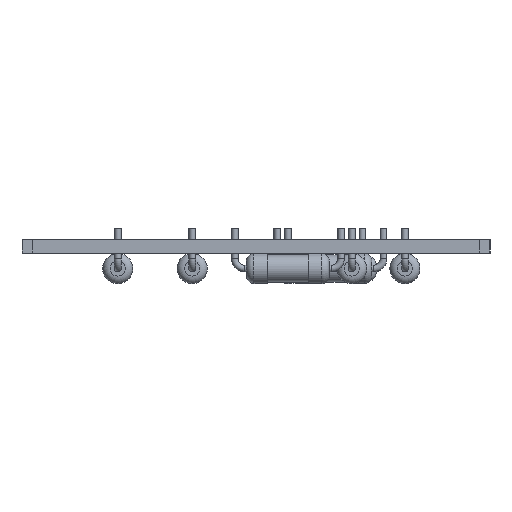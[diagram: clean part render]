
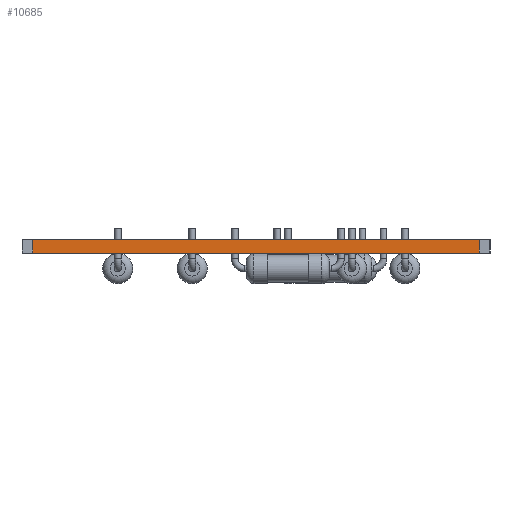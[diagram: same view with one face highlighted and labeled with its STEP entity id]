
A CAD part, left-side view. The second image highlights one B-rep face of the part: STEP entity #10685.
In plain terms, the highlighted planar face has unit normal (-1, 0, 0).
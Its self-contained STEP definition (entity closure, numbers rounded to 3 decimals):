
#1182 = PLANE('',#1183);
#1183 = AXIS2_PLACEMENT_3D('',#1184,#1185,#1186);
#1184 = CARTESIAN_POINT('',(49.53,26.67,1.6));
#1185 = DIRECTION('',(0.,0.,1.));
#1186 = DIRECTION('',(1.,0.,-0.));
#1210 = PLANE('',#1211);
#1211 = AXIS2_PLACEMENT_3D('',#1212,#1213,#1214);
#1212 = CARTESIAN_POINT('',(-1.27,54.61,0.));
#1213 = DIRECTION('',(1.,0.,-0.));
#1214 = DIRECTION('',(0.,-1.,0.));
#1236 = PLANE('',#1237);
#1237 = AXIS2_PLACEMENT_3D('',#1238,#1239,#1240);
#1238 = CARTESIAN_POINT('',(49.53,26.67,0.));
#1239 = DIRECTION('',(0.,0.,1.));
#1240 = DIRECTION('',(1.,0.,-0.));
#1329 = VERTEX_POINT('',#1330);
#1330 = CARTESIAN_POINT('',(-1.27,53.34,1.6));
#1351 = EDGE_CURVE('',#1352,#1329,#1354,.T.);
#1352 = VERTEX_POINT('',#1353);
#1353 = CARTESIAN_POINT('',(-1.27,53.34,0.));
#1354 = SURFACE_CURVE('',#1355,(#1359,#1366),.PCURVE_S1.);
#1355 = LINE('',#1356,#1357);
#1356 = CARTESIAN_POINT('',(-1.27,53.34,0.));
#1357 = VECTOR('',#1358,1.);
#1358 = DIRECTION('',(0.,0.,1.));
#1359 = PCURVE('',#1210,#1360);
#1360 = DEFINITIONAL_REPRESENTATION('',(#1361),#1365);
#1361 = LINE('',#1362,#1363);
#1362 = CARTESIAN_POINT('',(1.27,0.));
#1363 = VECTOR('',#1364,1.);
#1364 = DIRECTION('',(0.,-1.));
#1365 = ( GEOMETRIC_REPRESENTATION_CONTEXT(2) 
PARAMETRIC_REPRESENTATION_CONTEXT() REPRESENTATION_CONTEXT('2D SPACE',''
  ) );
#1366 = PCURVE('',#1367,#1372);
#1367 = PLANE('',#1368);
#1368 = AXIS2_PLACEMENT_3D('',#1369,#1370,#1371);
#1369 = CARTESIAN_POINT('',(-1.27,53.34,0.));
#1370 = DIRECTION('',(1.,0.,-0.));
#1371 = DIRECTION('',(0.,-1.,0.));
#1372 = DEFINITIONAL_REPRESENTATION('',(#1373),#1377);
#1373 = LINE('',#1374,#1375);
#1374 = CARTESIAN_POINT('',(0.,0.));
#1375 = VECTOR('',#1376,1.);
#1376 = DIRECTION('',(0.,-1.));
#1377 = ( GEOMETRIC_REPRESENTATION_CONTEXT(2) 
PARAMETRIC_REPRESENTATION_CONTEXT() REPRESENTATION_CONTEXT('2D SPACE',''
  ) );
#1405 = EDGE_CURVE('',#1352,#1406,#1408,.T.);
#1406 = VERTEX_POINT('',#1407);
#1407 = CARTESIAN_POINT('',(-1.27,-0.,0.));
#1408 = SURFACE_CURVE('',#1409,(#1413,#1420),.PCURVE_S1.);
#1409 = LINE('',#1410,#1411);
#1410 = CARTESIAN_POINT('',(-1.27,53.34,0.));
#1411 = VECTOR('',#1412,1.);
#1412 = DIRECTION('',(0.,-1.,0.));
#1413 = PCURVE('',#1236,#1414);
#1414 = DEFINITIONAL_REPRESENTATION('',(#1415),#1419);
#1415 = LINE('',#1416,#1417);
#1416 = CARTESIAN_POINT('',(-50.8,26.67));
#1417 = VECTOR('',#1418,1.);
#1418 = DIRECTION('',(0.,-1.));
#1419 = ( GEOMETRIC_REPRESENTATION_CONTEXT(2) 
PARAMETRIC_REPRESENTATION_CONTEXT() REPRESENTATION_CONTEXT('2D SPACE',''
  ) );
#1420 = PCURVE('',#1367,#1421);
#1421 = DEFINITIONAL_REPRESENTATION('',(#1422),#1426);
#1422 = LINE('',#1423,#1424);
#1423 = CARTESIAN_POINT('',(0.,0.));
#1424 = VECTOR('',#1425,1.);
#1425 = DIRECTION('',(1.,0.));
#1426 = ( GEOMETRIC_REPRESENTATION_CONTEXT(2) 
PARAMETRIC_REPRESENTATION_CONTEXT() REPRESENTATION_CONTEXT('2D SPACE',''
  ) );
#1444 = PLANE('',#1445);
#1445 = AXIS2_PLACEMENT_3D('',#1446,#1447,#1448);
#1446 = CARTESIAN_POINT('',(-1.27,-0.,0.));
#1447 = DIRECTION('',(1.,0.,-0.));
#1448 = DIRECTION('',(0.,-1.,0.));
#6437 = EDGE_CURVE('',#1329,#6438,#6440,.T.);
#6438 = VERTEX_POINT('',#6439);
#6439 = CARTESIAN_POINT('',(-1.27,0.,1.6));
#6440 = SURFACE_CURVE('',#6441,(#6445,#6452),.PCURVE_S1.);
#6441 = LINE('',#6442,#6443);
#6442 = CARTESIAN_POINT('',(-1.27,53.34,1.6));
#6443 = VECTOR('',#6444,1.);
#6444 = DIRECTION('',(0.,-1.,0.));
#6445 = PCURVE('',#1182,#6446);
#6446 = DEFINITIONAL_REPRESENTATION('',(#6447),#6451);
#6447 = LINE('',#6448,#6449);
#6448 = CARTESIAN_POINT('',(-50.8,26.67));
#6449 = VECTOR('',#6450,1.);
#6450 = DIRECTION('',(0.,-1.));
#6451 = ( GEOMETRIC_REPRESENTATION_CONTEXT(2) 
PARAMETRIC_REPRESENTATION_CONTEXT() REPRESENTATION_CONTEXT('2D SPACE',''
  ) );
#6452 = PCURVE('',#1367,#6453);
#6453 = DEFINITIONAL_REPRESENTATION('',(#6454),#6458);
#6454 = LINE('',#6455,#6456);
#6455 = CARTESIAN_POINT('',(0.,-1.6));
#6456 = VECTOR('',#6457,1.);
#6457 = DIRECTION('',(1.,0.));
#6458 = ( GEOMETRIC_REPRESENTATION_CONTEXT(2) 
PARAMETRIC_REPRESENTATION_CONTEXT() REPRESENTATION_CONTEXT('2D SPACE',''
  ) );
#10685 = ADVANCED_FACE('',(#10686),#1367,.F.);
#10686 = FACE_BOUND('',#10687,.F.);
#10687 = EDGE_LOOP('',(#10688,#10689,#10690,#10711));
#10688 = ORIENTED_EDGE('',*,*,#1351,.T.);
#10689 = ORIENTED_EDGE('',*,*,#6437,.T.);
#10690 = ORIENTED_EDGE('',*,*,#10691,.F.);
#10691 = EDGE_CURVE('',#1406,#6438,#10692,.T.);
#10692 = SURFACE_CURVE('',#10693,(#10697,#10704),.PCURVE_S1.);
#10693 = LINE('',#10694,#10695);
#10694 = CARTESIAN_POINT('',(-1.27,-0.,0.));
#10695 = VECTOR('',#10696,1.);
#10696 = DIRECTION('',(0.,0.,1.));
#10697 = PCURVE('',#1367,#10698);
#10698 = DEFINITIONAL_REPRESENTATION('',(#10699),#10703);
#10699 = LINE('',#10700,#10701);
#10700 = CARTESIAN_POINT('',(53.34,0.));
#10701 = VECTOR('',#10702,1.);
#10702 = DIRECTION('',(0.,-1.));
#10703 = ( GEOMETRIC_REPRESENTATION_CONTEXT(2) 
PARAMETRIC_REPRESENTATION_CONTEXT() REPRESENTATION_CONTEXT('2D SPACE',''
  ) );
#10704 = PCURVE('',#1444,#10705);
#10705 = DEFINITIONAL_REPRESENTATION('',(#10706),#10710);
#10706 = LINE('',#10707,#10708);
#10707 = CARTESIAN_POINT('',(0.,0.));
#10708 = VECTOR('',#10709,1.);
#10709 = DIRECTION('',(0.,-1.));
#10710 = ( GEOMETRIC_REPRESENTATION_CONTEXT(2) 
PARAMETRIC_REPRESENTATION_CONTEXT() REPRESENTATION_CONTEXT('2D SPACE',''
  ) );
#10711 = ORIENTED_EDGE('',*,*,#1405,.F.);
